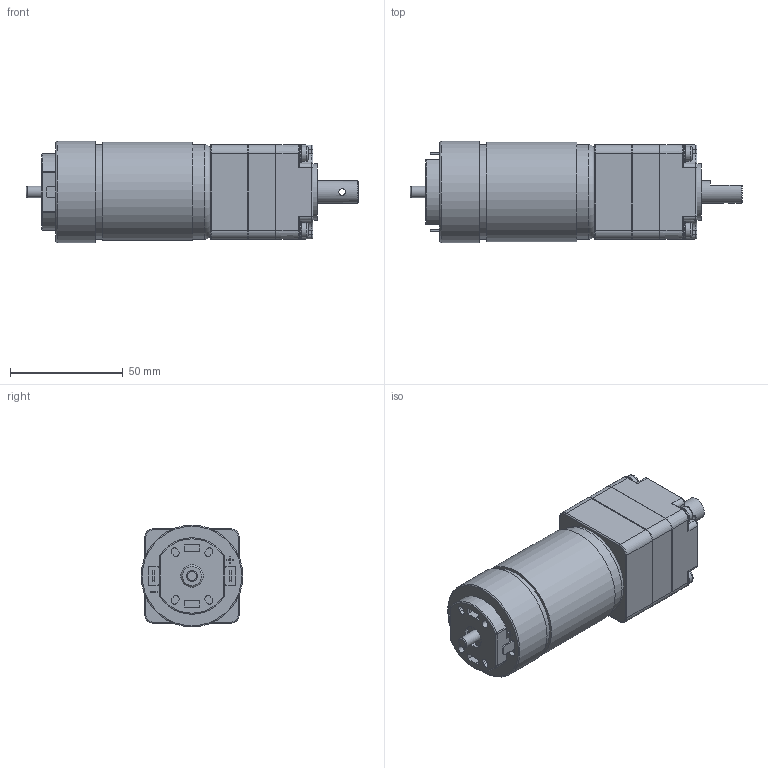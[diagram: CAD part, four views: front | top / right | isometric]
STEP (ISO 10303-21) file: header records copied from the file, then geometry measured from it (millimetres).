
FILE_DESCRIPTION(/* description */ (''),/* implementation_level */ '2;1');
FILE_NAME(/* name */ 'P205-1stadio-IGES',/* time_stamp */ '2014-09-02T11:58:27+02:00',/* author */ (''),/* organization */ (''),/* preprocessor_version */ 'ST-DEVELOPER v11',/* originating_system */ 'UGS - NX 5.0',/* authorisation */ '');
FILE_SCHEMA (('AUTOMOTIVE_DESIGN { 1 0 10303 214 1 1 1 1 }'));
Length unit declared in the file: millimetre
Products named in the file (1): Luig9E169jcd
Bounding box: 147.5 x 45.2 x 45.2 mm (x, y, z)
Volume: 183379.2 mm3; surface area: 57387.9 mm2
Topology: 18 solids, 18 shells, 519 faces, 1250 edges, 813 vertices
Faces by surface type: plane 278, cylinder 141, cone 49, torus 39, bspline 12
Full cylindrical faces by diameter (mm): 3 x1, 3.45 x4, 3.7 x8, 3.838 x4, 4 x8, 4.3 x8, 5 x2, 6.7 x4, 9.6 x1, 10 x4, 17.5 x2, 17.598 x1, 17.6 x1, 20 x1, 22 x1, 42 x1, 42.8 x1, 45.2 x1
Entity records: 15515 total; most frequent: CARTESIAN_POINT 3448, DIRECTION 2503, ORIENTED_EDGE 2302, EDGE_CURVE 1151, AXIS2_PLACEMENT_3D 942, VERTEX_POINT 789, EDGE_LOOP 676, LINE 619
